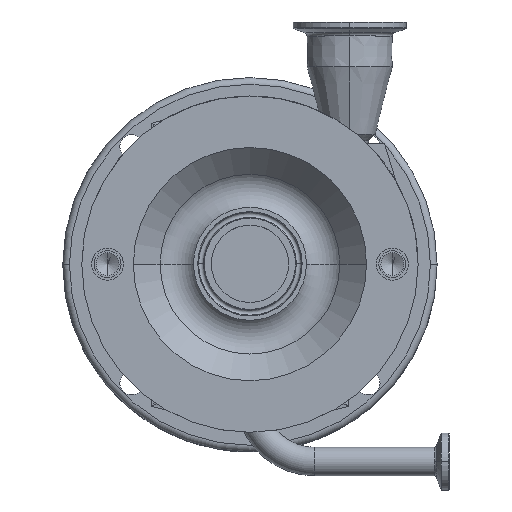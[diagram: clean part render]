
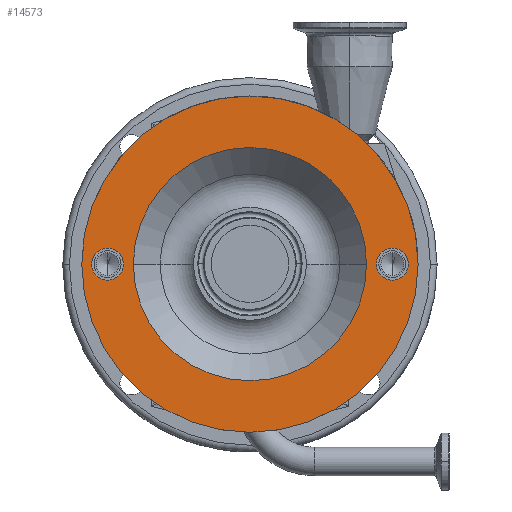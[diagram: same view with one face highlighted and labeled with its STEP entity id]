
A CAD part, top view. The second image highlights one B-rep face of the part: STEP entity #14573.
In plain terms, the highlighted planar face has unit normal (0, 0, 1).
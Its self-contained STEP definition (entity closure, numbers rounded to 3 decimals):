
#80 = VERTEX_POINT ( 'NONE', #11963 ) ;
#406 = VERTEX_POINT ( 'NONE', #5614 ) ;
#582 = DIRECTION ( 'NONE',  ( 1., 0., 0. ) ) ;
#677 = CARTESIAN_POINT ( 'NONE',  ( 75., 0., 190.6 ) ) ;
#983 = CIRCLE ( 'NONE', #12574, 75. ) ;
#1334 = DIRECTION ( 'NONE',  ( 0., 0., 1. ) ) ;
#1338 = VERTEX_POINT ( 'NONE', #10027 ) ;
#1811 = ORIENTED_EDGE ( 'NONE', *, *, #15666, .F. ) ;
#2160 = AXIS2_PLACEMENT_3D ( 'NONE', #3881, #6165, #9022 ) ;
#2225 = AXIS2_PLACEMENT_3D ( 'NONE', #11977, #1334, #11643 ) ;
#2461 = CARTESIAN_POINT ( 'NONE',  ( 0., 0., 190.6 ) ) ;
#2545 = DIRECTION ( 'NONE',  ( 0., 0., 1. ) ) ;
#2779 = EDGE_CURVE ( 'NONE', #406, #3607, #14538, .T. ) ;
#3069 = DIRECTION ( 'NONE',  ( 1., 0., 0. ) ) ;
#3272 = ORIENTED_EDGE ( 'NONE', *, *, #10446, .T. ) ;
#3312 = DIRECTION ( 'NONE',  ( 0., 0., 1. ) ) ;
#3580 = ORIENTED_EDGE ( 'NONE', *, *, #11518, .T. ) ;
#3607 = VERTEX_POINT ( 'NONE', #14320 ) ;
#3881 = CARTESIAN_POINT ( 'NONE',  ( -63.5, 0., 190.6 ) ) ;
#4567 = FACE_BOUND ( 'NONE', #13869, .T. ) ;
#4737 = CIRCLE ( 'NONE', #11208, 75. ) ;
#4791 = VERTEX_POINT ( 'NONE', #677 ) ;
#4837 = EDGE_LOOP ( 'NONE', ( #14862, #6557 ) ) ;
#5614 = CARTESIAN_POINT ( 'NONE',  ( -56.356, 0., 190.6 ) ) ;
#5756 = VERTEX_POINT ( 'NONE', #13843 ) ;
#5813 = EDGE_CURVE ( 'NONE', #8811, #7728, #11127, .T. ) ;
#6093 = EDGE_CURVE ( 'NONE', #5756, #1338, #13787, .T. ) ;
#6161 = FACE_BOUND ( 'NONE', #16517, .T. ) ;
#6165 = DIRECTION ( 'NONE',  ( 0., 0., 1. ) ) ;
#6168 = CARTESIAN_POINT ( 'NONE',  ( -52., 0., 190.6 ) ) ;
#6280 = CARTESIAN_POINT ( 'NONE',  ( 0., 0., 190.6 ) ) ;
#6557 = ORIENTED_EDGE ( 'NONE', *, *, #5813, .F. ) ;
#7184 = DIRECTION ( 'NONE',  ( 0., 0., 1. ) ) ;
#7728 = VERTEX_POINT ( 'NONE', #10443 ) ;
#7851 = DIRECTION ( 'NONE',  ( 1., 0., 0. ) ) ;
#8304 = CARTESIAN_POINT ( 'NONE',  ( 63.5, 0., 190.6 ) ) ;
#8558 = AXIS2_PLACEMENT_3D ( 'NONE', #16291, #7184, #9792 ) ;
#8710 = DIRECTION ( 'NONE',  ( 1., 0., 0. ) ) ;
#8811 = VERTEX_POINT ( 'NONE', #6168 ) ;
#9022 = DIRECTION ( 'NONE',  ( 1., 0., 0. ) ) ;
#9100 = CIRCLE ( 'NONE', #12882, 52. ) ;
#9792 = DIRECTION ( 'NONE',  ( 1., 0., 0. ) ) ;
#10027 = CARTESIAN_POINT ( 'NONE',  ( 70.644, 0., 190.6 ) ) ;
#10135 = ORIENTED_EDGE ( 'NONE', *, *, #14103, .F. ) ;
#10443 = CARTESIAN_POINT ( 'NONE',  ( 52., 0., 190.6 ) ) ;
#10446 = EDGE_CURVE ( 'NONE', #4791, #80, #4737, .T. ) ;
#10451 = CIRCLE ( 'NONE', #11273, 7.144 ) ;
#10969 = CARTESIAN_POINT ( 'NONE',  ( 63.5, 0., 190.6 ) ) ;
#11127 = CIRCLE ( 'NONE', #2225, 52. ) ;
#11189 = ORIENTED_EDGE ( 'NONE', *, *, #6093, .F. ) ;
#11208 = AXIS2_PLACEMENT_3D ( 'NONE', #16136, #3312, #8710 ) ;
#11273 = AXIS2_PLACEMENT_3D ( 'NONE', #8304, #13617, #3069 ) ;
#11314 = PLANE ( 'NONE',  #8558 ) ;
#11518 = EDGE_CURVE ( 'NONE', #80, #4791, #983, .T. ) ;
#11643 = DIRECTION ( 'NONE',  ( 1., 0., 0. ) ) ;
#11650 = DIRECTION ( 'NONE',  ( 0., 0., 1. ) ) ;
#11737 = CARTESIAN_POINT ( 'NONE',  ( -63.5, 0., 190.6 ) ) ;
#11963 = CARTESIAN_POINT ( 'NONE',  ( -75., 0., 190.6 ) ) ;
#11977 = CARTESIAN_POINT ( 'NONE',  ( 0., 0., 190.6 ) ) ;
#12574 = AXIS2_PLACEMENT_3D ( 'NONE', #6280, #13958, #14889 ) ;
#12882 = AXIS2_PLACEMENT_3D ( 'NONE', #2461, #2545, #15041 ) ;
#13587 = FACE_OUTER_BOUND ( 'NONE', #13686, .T. ) ;
#13617 = DIRECTION ( 'NONE',  ( 0., 0., 1. ) ) ;
#13686 = EDGE_LOOP ( 'NONE', ( #3272, #3580 ) ) ;
#13787 = CIRCLE ( 'NONE', #16211, 7.144 ) ;
#13843 = CARTESIAN_POINT ( 'NONE',  ( 56.356, 0., 190.6 ) ) ;
#13869 = EDGE_LOOP ( 'NONE', ( #1811, #11189 ) ) ;
#13958 = DIRECTION ( 'NONE',  ( 0., 0., 1. ) ) ;
#14103 = EDGE_CURVE ( 'NONE', #3607, #406, #14450, .T. ) ;
#14320 = CARTESIAN_POINT ( 'NONE',  ( -70.644, 0., 190.6 ) ) ;
#14450 = CIRCLE ( 'NONE', #16350, 7.144 ) ;
#14538 = CIRCLE ( 'NONE', #2160, 7.144 ) ;
#14573 = ADVANCED_FACE ( 'NONE', ( #15180, #6161, #4567, #13587 ), #11314, .T. ) ;
#14667 = DIRECTION ( 'NONE',  ( 0., 0., 1. ) ) ;
#14862 = ORIENTED_EDGE ( 'NONE', *, *, #15798, .F. ) ;
#14889 = DIRECTION ( 'NONE',  ( 1., 0., 0. ) ) ;
#15041 = DIRECTION ( 'NONE',  ( 1., 0., 0. ) ) ;
#15180 = FACE_BOUND ( 'NONE', #4837, .T. ) ;
#15189 = ORIENTED_EDGE ( 'NONE', *, *, #2779, .F. ) ;
#15666 = EDGE_CURVE ( 'NONE', #1338, #5756, #10451, .T. ) ;
#15798 = EDGE_CURVE ( 'NONE', #7728, #8811, #9100, .T. ) ;
#16136 = CARTESIAN_POINT ( 'NONE',  ( 0., 0., 190.6 ) ) ;
#16211 = AXIS2_PLACEMENT_3D ( 'NONE', #10969, #14667, #582 ) ;
#16291 = CARTESIAN_POINT ( 'NONE',  ( 0., 75., 190.6 ) ) ;
#16350 = AXIS2_PLACEMENT_3D ( 'NONE', #11737, #11650, #7851 ) ;
#16517 = EDGE_LOOP ( 'NONE', ( #15189, #10135 ) ) ;
